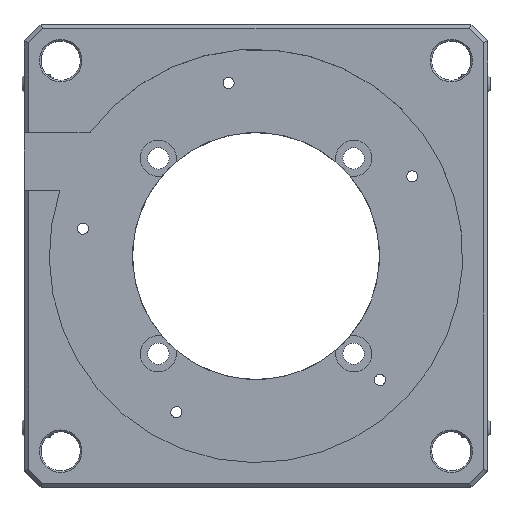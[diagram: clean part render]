
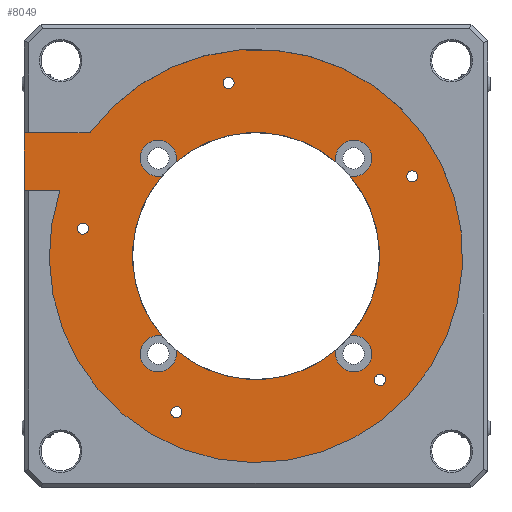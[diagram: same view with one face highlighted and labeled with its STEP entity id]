
A CAD part, top view. The second image highlights one B-rep face of the part: STEP entity #8049.
In plain terms, the highlighted planar face has unit normal (0, 0, 1).
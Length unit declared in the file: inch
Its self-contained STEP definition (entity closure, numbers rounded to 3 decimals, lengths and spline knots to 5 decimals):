
#448=FACE_BOUND('',#1563,.T.);
#449=FACE_BOUND('',#1564,.T.);
#450=FACE_BOUND('',#1565,.T.);
#451=FACE_BOUND('',#1566,.T.);
#452=FACE_BOUND('',#1567,.T.);
#453=FACE_BOUND('',#1568,.T.);
#613=CIRCLE('',#8550,1.25);
#614=CIRCLE('',#8552,0.74658);
#615=CIRCLE('',#8553,0.1095);
#616=CIRCLE('',#8554,0.74658);
#617=CIRCLE('',#8555,0.1095);
#618=CIRCLE('',#8556,0.74658);
#619=CIRCLE('',#8557,0.1095);
#620=CIRCLE('',#8558,0.74658);
#621=CIRCLE('',#8559,0.1095);
#622=CIRCLE('',#8560,0.0335);
#623=CIRCLE('',#8561,0.0335);
#624=CIRCLE('',#8562,0.0335);
#625=CIRCLE('',#8563,0.0335);
#626=CIRCLE('',#8564,0.0335);
#1071=FACE_OUTER_BOUND('',#1562,.T.);
#1562=EDGE_LOOP('',(#5588,#5589,#5590,#5591));
#1563=EDGE_LOOP('',(#5592,#5593,#5594,#5595,#5596,#5597,#5598,#5599));
#1564=EDGE_LOOP('',(#5600));
#1565=EDGE_LOOP('',(#5601));
#1566=EDGE_LOOP('',(#5602));
#1567=EDGE_LOOP('',(#5603));
#1568=EDGE_LOOP('',(#5604));
#2203=LINE('',#10806,#2950);
#2211=LINE('',#10822,#2958);
#2225=LINE('',#10896,#2972);
#2950=VECTOR('',#9048,0.39672);
#2958=VECTOR('',#9058,0.21425);
#2972=VECTOR('',#9094,0.35);
#3696=VERTEX_POINT('',#10802);
#3698=VERTEX_POINT('',#10805);
#3702=VERTEX_POINT('',#10814);
#3705=VERTEX_POINT('',#10820);
#3721=VERTEX_POINT('',#10897);
#3722=VERTEX_POINT('',#10898);
#3723=VERTEX_POINT('',#10900);
#3724=VERTEX_POINT('',#10902);
#3725=VERTEX_POINT('',#10904);
#3726=VERTEX_POINT('',#10906);
#3727=VERTEX_POINT('',#10908);
#3728=VERTEX_POINT('',#10910);
#3729=VERTEX_POINT('',#10913);
#3730=VERTEX_POINT('',#10915);
#3731=VERTEX_POINT('',#10917);
#3732=VERTEX_POINT('',#10919);
#3733=VERTEX_POINT('',#10921);
#4449=EDGE_CURVE('',#3698,#3696,#2203,.T.);
#4457=EDGE_CURVE('',#3702,#3705,#2211,.T.);
#4476=EDGE_CURVE('',#3705,#3698,#613,.T.);
#4478=EDGE_CURVE('',#3702,#3696,#2225,.T.);
#4479=EDGE_CURVE('',#3721,#3722,#614,.T.);
#4480=EDGE_CURVE('',#3722,#3723,#615,.T.);
#4481=EDGE_CURVE('',#3723,#3724,#616,.T.);
#4482=EDGE_CURVE('',#3724,#3725,#617,.T.);
#4483=EDGE_CURVE('',#3725,#3726,#618,.T.);
#4484=EDGE_CURVE('',#3726,#3727,#619,.T.);
#4485=EDGE_CURVE('',#3727,#3728,#620,.T.);
#4486=EDGE_CURVE('',#3728,#3721,#621,.T.);
#4487=EDGE_CURVE('',#3729,#3729,#622,.T.);
#4488=EDGE_CURVE('',#3730,#3730,#623,.T.);
#4489=EDGE_CURVE('',#3731,#3731,#624,.T.);
#4490=EDGE_CURVE('',#3732,#3732,#625,.T.);
#4491=EDGE_CURVE('',#3733,#3733,#626,.T.);
#5588=ORIENTED_EDGE('',*,*,#4476,.T.);
#5589=ORIENTED_EDGE('',*,*,#4449,.T.);
#5590=ORIENTED_EDGE('',*,*,#4478,.F.);
#5591=ORIENTED_EDGE('',*,*,#4457,.T.);
#5592=ORIENTED_EDGE('',*,*,#4479,.T.);
#5593=ORIENTED_EDGE('',*,*,#4480,.T.);
#5594=ORIENTED_EDGE('',*,*,#4481,.T.);
#5595=ORIENTED_EDGE('',*,*,#4482,.T.);
#5596=ORIENTED_EDGE('',*,*,#4483,.T.);
#5597=ORIENTED_EDGE('',*,*,#4484,.T.);
#5598=ORIENTED_EDGE('',*,*,#4485,.T.);
#5599=ORIENTED_EDGE('',*,*,#4486,.T.);
#5600=ORIENTED_EDGE('',*,*,#4487,.T.);
#5601=ORIENTED_EDGE('',*,*,#4488,.T.);
#5602=ORIENTED_EDGE('',*,*,#4489,.T.);
#5603=ORIENTED_EDGE('',*,*,#4490,.T.);
#5604=ORIENTED_EDGE('',*,*,#4491,.T.);
#7756=PLANE('',#8551);
#8049=ADVANCED_FACE('',(#1071,#448,#449,#450,#451,#452,#453),#7756,.F.);
#8550=AXIS2_PLACEMENT_3D('',#10859,#9090,#9091);
#8551=AXIS2_PLACEMENT_3D('',#10895,#9092,#9093);
#8552=AXIS2_PLACEMENT_3D('',#10899,#9095,#9096);
#8553=AXIS2_PLACEMENT_3D('',#10901,#9097,#9098);
#8554=AXIS2_PLACEMENT_3D('',#10903,#9099,#9100);
#8555=AXIS2_PLACEMENT_3D('',#10905,#9101,#9102);
#8556=AXIS2_PLACEMENT_3D('',#10907,#9103,#9104);
#8557=AXIS2_PLACEMENT_3D('',#10909,#9105,#9106);
#8558=AXIS2_PLACEMENT_3D('',#10911,#9107,#9108);
#8559=AXIS2_PLACEMENT_3D('',#10912,#9109,#9110);
#8560=AXIS2_PLACEMENT_3D('',#10914,#9111,#9112);
#8561=AXIS2_PLACEMENT_3D('',#10916,#9113,#9114);
#8562=AXIS2_PLACEMENT_3D('',#10918,#9115,#9116);
#8563=AXIS2_PLACEMENT_3D('',#10920,#9117,#9118);
#8564=AXIS2_PLACEMENT_3D('',#10922,#9119,#9120);
#9048=DIRECTION('',(-1.,0.,0.));
#9058=DIRECTION('',(1.,0.,0.));
#9090=DIRECTION('center_axis',(0.,0.,1.));
#9091=DIRECTION('ref_axis',(-1.,0.,0.));
#9092=DIRECTION('center_axis',(0.,0.,-1.));
#9093=DIRECTION('ref_axis',(-1.,0.,0.));
#9094=DIRECTION('',(0.,1.,0.));
#9095=DIRECTION('center_axis',(0.,0.,-1.));
#9096=DIRECTION('ref_axis',(-1.,0.,0.));
#9097=DIRECTION('center_axis',(0.,0.,-1.));
#9098=DIRECTION('ref_axis',(-1.,0.,0.));
#9099=DIRECTION('center_axis',(0.,0.,-1.));
#9100=DIRECTION('ref_axis',(-1.,0.,0.));
#9101=DIRECTION('center_axis',(0.,0.,-1.));
#9102=DIRECTION('ref_axis',(0.,1.,0.));
#9103=DIRECTION('center_axis',(0.,0.,-1.));
#9104=DIRECTION('ref_axis',(-1.,0.,0.));
#9105=DIRECTION('center_axis',(0.,0.,-1.));
#9106=DIRECTION('ref_axis',(1.,0.,0.));
#9107=DIRECTION('center_axis',(0.,0.,-1.));
#9108=DIRECTION('ref_axis',(-1.,0.,0.));
#9109=DIRECTION('center_axis',(0.,0.,-1.));
#9110=DIRECTION('ref_axis',(0.,-1.,0.));
#9111=DIRECTION('center_axis',(0.,0.,-1.));
#9112=DIRECTION('ref_axis',(1.,0.,0.));
#9113=DIRECTION('center_axis',(0.,0.,-1.));
#9114=DIRECTION('ref_axis',(0.309,-0.951,0.));
#9115=DIRECTION('center_axis',(0.,0.,-1.));
#9116=DIRECTION('ref_axis',(-0.809,-0.588,0.));
#9117=DIRECTION('center_axis',(0.,0.,-1.));
#9118=DIRECTION('ref_axis',(-0.809,0.588,0.));
#9119=DIRECTION('center_axis',(0.,0.,-1.));
#9120=DIRECTION('ref_axis',(0.309,0.951,0.));
#10802=CARTESIAN_POINT('',(-1.4,0.74561,-0.09252));
#10805=CARTESIAN_POINT('',(-1.00328,0.74561,-0.09252));
#10806=CARTESIAN_POINT('',(-1.84169,0.74561,-0.09252));
#10814=CARTESIAN_POINT('',(-1.4,0.39561,-0.09252));
#10820=CARTESIAN_POINT('',(-1.18575,0.39561,-0.09252));
#10822=CARTESIAN_POINT('',(-0.6139,0.39561,-0.09252));
#10859=CARTESIAN_POINT('Origin',(0.,0.,-0.09252));
#10895=CARTESIAN_POINT('Origin',(0.,0.,-0.09252));
#10896=CARTESIAN_POINT('',(-1.4,-1.25748,-0.09252));
#10897=CARTESIAN_POINT('',(-0.48316,0.56916,-0.09252));
#10898=CARTESIAN_POINT('',(0.48316,0.56916,-0.09252));
#10899=CARTESIAN_POINT('Origin',(0.,0.,-0.09252));
#10900=CARTESIAN_POINT('',(0.56916,0.48316,-0.09252));
#10901=CARTESIAN_POINT('Origin',(0.59055,0.59055,-0.09252));
#10902=CARTESIAN_POINT('',(0.56916,-0.48316,-0.09252));
#10903=CARTESIAN_POINT('Origin',(0.,0.,-0.09252));
#10904=CARTESIAN_POINT('',(0.48316,-0.56916,-0.09252));
#10905=CARTESIAN_POINT('Origin',(0.59055,-0.59055,-0.09252));
#10906=CARTESIAN_POINT('',(-0.48316,-0.56916,-0.09252));
#10907=CARTESIAN_POINT('Origin',(0.,0.,-0.09252));
#10908=CARTESIAN_POINT('',(-0.56916,-0.48316,-0.09252));
#10909=CARTESIAN_POINT('Origin',(-0.59055,-0.59055,
-0.09252));
#10910=CARTESIAN_POINT('',(-0.56916,0.48316,-0.09252));
#10911=CARTESIAN_POINT('Origin',(0.,0.,-0.09252));
#10912=CARTESIAN_POINT('Origin',(-0.59055,0.59055,-0.09252));
#10913=CARTESIAN_POINT('',(-1.01345,0.16582,-0.09252));
#10914=CARTESIAN_POINT('Origin',(-1.04695,0.16582,-0.09252));
#10915=CARTESIAN_POINT('',(-0.15547,1.01509,-0.09252));
#10916=CARTESIAN_POINT('Origin',(-0.16582,1.04695,-0.09252));
#10917=CARTESIAN_POINT('',(0.91736,0.46154,-0.09252));
#10918=CARTESIAN_POINT('Origin',(0.94447,0.48123,-0.09252));
#10919=CARTESIAN_POINT('',(0.72243,-0.72984,-0.09252));
#10920=CARTESIAN_POINT('Origin',(0.74953,-0.74953,-0.09252));
#10921=CARTESIAN_POINT('',(-0.47088,-0.91261,-0.09252));
#10922=CARTESIAN_POINT('Origin',(-0.48123,-0.94447,-0.09252));
